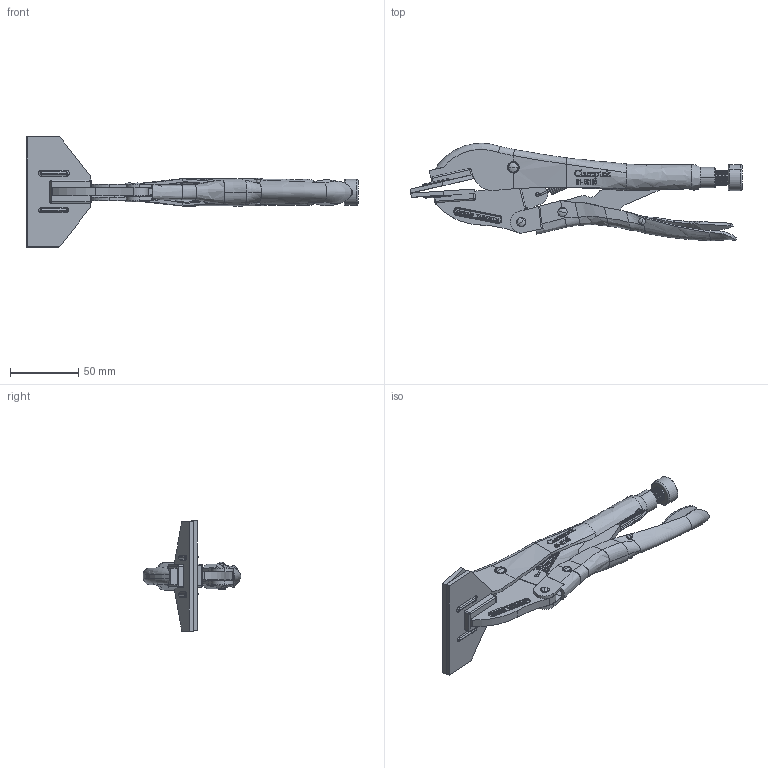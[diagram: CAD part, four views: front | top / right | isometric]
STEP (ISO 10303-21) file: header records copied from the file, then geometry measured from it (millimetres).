
FILE_DESCRIPTION (( 'STEP AP203' ), '1' );
FILE_NAME ('CH-51108.STEP', '2017-12-08T01:53:17', ( 'Windows' ), ( 'Microsoft' ), 'SwSTEP 2.0', 'SolidWorks 2015', '' );
FILE_SCHEMA (( 'CONFIG_CONTROL_DESIGN' ));
Length unit declared in the file: millimetre
Products named in the file (12): luoding; danhuang; 06; 07; 01; 賑輸; 02; CH-511092.9諾陑穩隊; yaban; CH-51108; 005; 04
Assembly tree (12 placements, depth 2):
  CH-51108
    01
    02
    yaban
    005
    04
    luoding
    danhuang
    06
    07  x2
    賑輸
    CH-511092.9諾陑穩隊
Bounding box: 242.52 x 71.15 x 80.5 mm (x, y, z)
Volume: 87490.2 mm3; surface area: 68022.5 mm2
Topology: 19 solids, 19 shells, 1364 faces, 3662 edges, 2373 vertices
Faces by surface type: plane 585, bspline 417, cylinder 252, sphere 52, torus 32, cone 26
Entity records: 105216 total; most frequent: CARTESIAN_POINT 74039, ORIENTED_EDGE 7268, DIRECTION 4504, EDGE_CURVE 3634, VERTEX_POINT 2363, LINE 1820, VECTOR 1820, EDGE_LOOP 1431
